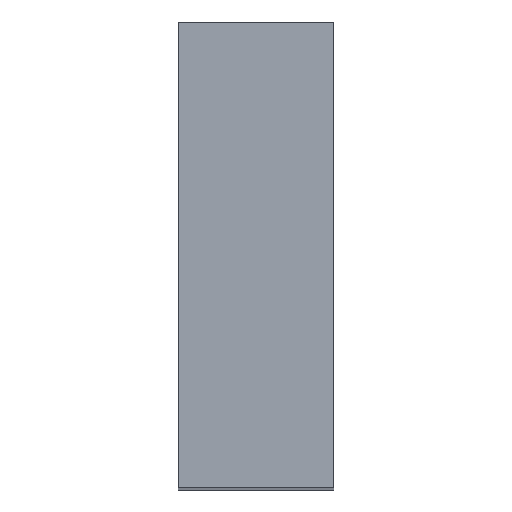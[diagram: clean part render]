
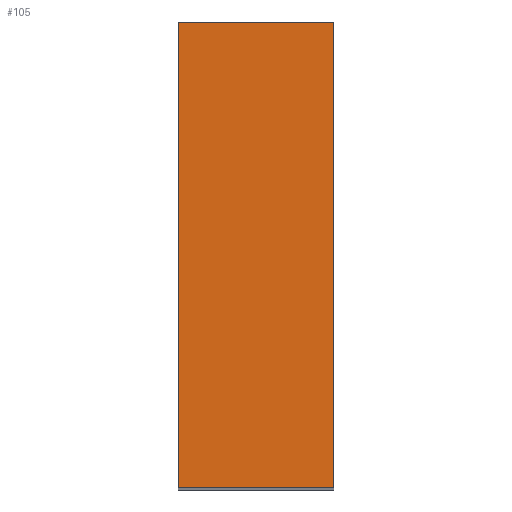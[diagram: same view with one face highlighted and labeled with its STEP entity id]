
A CAD part, top view. The second image highlights one B-rep face of the part: STEP entity #105.
In plain terms, the highlighted planar face has unit normal (0, 0, 1).
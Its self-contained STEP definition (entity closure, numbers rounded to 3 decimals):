
#23 = VECTOR ( 'NONE', #956, 1000. ) ;
#29 = CARTESIAN_POINT ( 'NONE',  ( 0., 8., 4. ) ) ;
#105 = ADVANCED_FACE ( 'NONE', ( #211 ), #656, .F. ) ;
#122 = CARTESIAN_POINT ( 'NONE',  ( 6., 8., 4. ) ) ;
#125 = EDGE_CURVE ( 'NONE', #618, #756, #891, .T. ) ;
#190 = CARTESIAN_POINT ( 'NONE',  ( 6., 8., 4. ) ) ;
#193 = ORIENTED_EDGE ( 'NONE', *, *, #788, .T. ) ;
#206 = DIRECTION ( 'NONE',  ( 0., 1., 0. ) ) ;
#211 = FACE_OUTER_BOUND ( 'NONE', #684, .T. ) ;
#252 = VERTEX_POINT ( 'NONE', #912 ) ;
#253 = VERTEX_POINT ( 'NONE', #376 ) ;
#258 = LINE ( 'NONE', #417, #294 ) ;
#294 = VECTOR ( 'NONE', #423, 1000. ) ;
#295 = DIRECTION ( 'NONE',  ( -1., 0., 0. ) ) ;
#298 = EDGE_CURVE ( 'NONE', #252, #253, #591, .T. ) ;
#355 = ORIENTED_EDGE ( 'NONE', *, *, #125, .T. ) ;
#376 = CARTESIAN_POINT ( 'NONE',  ( 0., -10., 4. ) ) ;
#417 = CARTESIAN_POINT ( 'NONE',  ( 0., 8., 4. ) ) ;
#423 = DIRECTION ( 'NONE',  ( 0., -1., 0. ) ) ;
#491 = DIRECTION ( 'NONE',  ( 0., -1., 0. ) ) ;
#566 = CARTESIAN_POINT ( 'NONE',  ( 6., 8., 4. ) ) ;
#591 = LINE ( 'NONE', #737, #23 ) ;
#618 = VERTEX_POINT ( 'NONE', #566 ) ;
#629 = EDGE_CURVE ( 'NONE', #618, #252, #864, .T. ) ;
#656 = PLANE ( 'NONE',  #933 ) ;
#684 = EDGE_LOOP ( 'NONE', ( #193, #690, #906, #355 ) ) ;
#690 = ORIENTED_EDGE ( 'NONE', *, *, #298, .F. ) ;
#737 = CARTESIAN_POINT ( 'NONE',  ( 6., -10., 4. ) ) ;
#756 = VERTEX_POINT ( 'NONE', #29 ) ;
#776 = VECTOR ( 'NONE', #491, 1000. ) ;
#788 = EDGE_CURVE ( 'NONE', #756, #253, #258, .T. ) ;
#810 = DIRECTION ( 'NONE',  ( 0., 0., -1. ) ) ;
#864 = LINE ( 'NONE', #190, #776 ) ;
#891 = LINE ( 'NONE', #964, #917 ) ;
#906 = ORIENTED_EDGE ( 'NONE', *, *, #629, .F. ) ;
#912 = CARTESIAN_POINT ( 'NONE',  ( 6., -10., 4. ) ) ;
#917 = VECTOR ( 'NONE', #295, 1000. ) ;
#933 = AXIS2_PLACEMENT_3D ( 'NONE', #122, #810, #206 ) ;
#956 = DIRECTION ( 'NONE',  ( -1., 0., 0. ) ) ;
#964 = CARTESIAN_POINT ( 'NONE',  ( 6., 8., 4. ) ) ;
